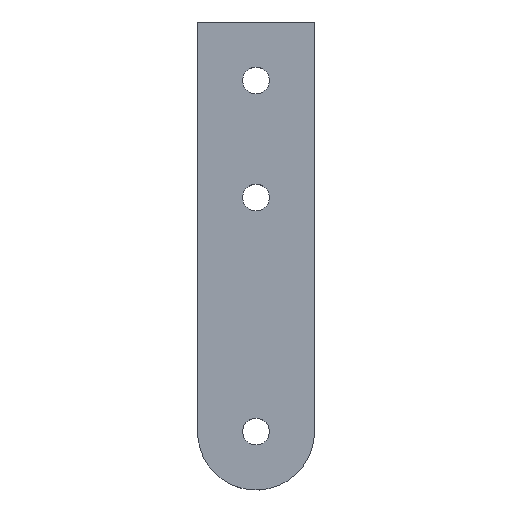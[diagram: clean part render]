
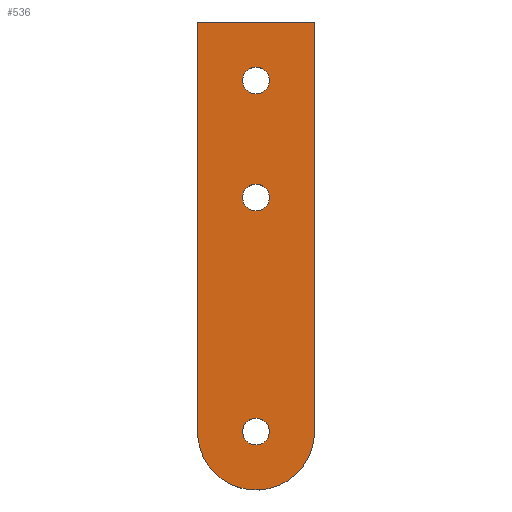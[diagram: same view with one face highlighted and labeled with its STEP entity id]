
A CAD part, top view. The second image highlights one B-rep face of the part: STEP entity #536.
In plain terms, the highlighted planar face has unit normal (0, 0, 1).
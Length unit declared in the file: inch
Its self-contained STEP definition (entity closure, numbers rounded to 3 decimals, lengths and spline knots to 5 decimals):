
#137=CARTESIAN_POINT('',(-0.53033,-0.53033,0.25));
#138=VERTEX_POINT('',#137);
#154=CARTESIAN_POINT('',(0.75,0.0,0.25));
#155=VERTEX_POINT('',#154);
#162=CARTESIAN_POINT('',(0.0,0.0,0.25));
#163=DIRECTION('',(0.0,0.0,-1.0));
#164=DIRECTION('',(-0.707,-0.707,0.0));
#165=AXIS2_PLACEMENT_3D('',#162,#163,#164);
#166=CIRCLE('',#165,0.75);
#167=EDGE_CURVE('',#155,#138,#166,.T.);
#177=CARTESIAN_POINT('',(-0.171,0.0,0.25));
#178=VERTEX_POINT('',#177);
#187=CARTESIAN_POINT('',(0.171,0.,0.25));
#188=VERTEX_POINT('',#187);
#189=CARTESIAN_POINT('',(0.0,0.0,0.25));
#190=DIRECTION('',(0.0,0.0,-1.0));
#191=DIRECTION('',(-1.0,0.0,0.0));
#192=AXIS2_PLACEMENT_3D('',#189,#190,#191);
#193=CIRCLE('',#192,0.171);
#194=EDGE_CURVE('',#188,#178,#193,.T.);
#219=CARTESIAN_POINT('',(-0.171,3.0,0.25));
#220=VERTEX_POINT('',#219);
#229=CARTESIAN_POINT('',(0.171,3.0,0.25));
#230=VERTEX_POINT('',#229);
#231=CARTESIAN_POINT('',(0.,3.0,0.25));
#232=DIRECTION('',(0.0,0.0,-1.0));
#233=DIRECTION('',(-1.0,0.0,0.0));
#234=AXIS2_PLACEMENT_3D('',#231,#232,#233);
#235=CIRCLE('',#234,0.171);
#236=EDGE_CURVE('',#230,#220,#235,.T.);
#261=CARTESIAN_POINT('',(-0.171,4.5,0.25));
#262=VERTEX_POINT('',#261);
#271=CARTESIAN_POINT('',(0.171,4.5,0.25));
#272=VERTEX_POINT('',#271);
#273=CARTESIAN_POINT('',(0.,4.5,0.25));
#274=DIRECTION('',(0.0,0.0,-1.0));
#275=DIRECTION('',(-1.0,0.0,0.0));
#276=AXIS2_PLACEMENT_3D('',#273,#274,#275);
#277=CIRCLE('',#276,0.171);
#278=EDGE_CURVE('',#272,#262,#277,.T.);
#312=CARTESIAN_POINT('',(0.,4.5,0.25));
#313=DIRECTION('',(0.0,0.0,-1.0));
#314=DIRECTION('',(-1.0,0.0,0.0));
#315=AXIS2_PLACEMENT_3D('',#312,#313,#314);
#316=CIRCLE('',#315,0.171);
#317=EDGE_CURVE('',#262,#272,#316,.T.);
#336=CARTESIAN_POINT('',(0.,3.0,0.25));
#337=DIRECTION('',(0.0,0.0,-1.0));
#338=DIRECTION('',(-1.0,0.0,0.0));
#339=AXIS2_PLACEMENT_3D('',#336,#337,#338);
#340=CIRCLE('',#339,0.171);
#341=EDGE_CURVE('',#220,#230,#340,.T.);
#360=CARTESIAN_POINT('',(0.0,0.0,0.25));
#361=DIRECTION('',(0.0,0.0,-1.0));
#362=DIRECTION('',(-1.0,0.0,0.0));
#363=AXIS2_PLACEMENT_3D('',#360,#361,#362);
#364=CIRCLE('',#363,0.171);
#365=EDGE_CURVE('',#178,#188,#364,.T.);
#375=CARTESIAN_POINT('',(0.75,5.25,0.25));
#376=VERTEX_POINT('',#375);
#377=CARTESIAN_POINT('',(0.75,5.25,0.25));
#378=DIRECTION('',(0.0,-1.0,0.0));
#379=VECTOR('',#378,5.25);
#380=LINE('',#377,#379);
#381=EDGE_CURVE('',#376,#155,#380,.T.);
#407=CARTESIAN_POINT('',(-0.75,0.0,0.25));
#408=VERTEX_POINT('',#407);
#409=CARTESIAN_POINT('',(0.0,0.0,0.25));
#410=DIRECTION('',(0.0,0.0,-1.0));
#411=DIRECTION('',(-0.707,-0.707,0.0));
#412=AXIS2_PLACEMENT_3D('',#409,#410,#411);
#413=CIRCLE('',#412,0.75);
#414=EDGE_CURVE('',#138,#408,#413,.T.);
#439=CARTESIAN_POINT('',(-0.75,5.25,0.25));
#440=VERTEX_POINT('',#439);
#441=CARTESIAN_POINT('',(-0.75,0.0,0.25));
#442=DIRECTION('',(0.0,1.0,0.0));
#443=VECTOR('',#442,5.25);
#444=LINE('',#441,#443);
#445=EDGE_CURVE('',#408,#440,#444,.T.);
#470=CARTESIAN_POINT('',(-0.75,5.25,0.25));
#471=DIRECTION('',(1.0,0.0,0.0));
#472=VECTOR('',#471,1.5);
#473=LINE('',#470,#472);
#474=EDGE_CURVE('',#440,#376,#473,.T.);
#512=CARTESIAN_POINT('',(0.75,5.25,0.25));
#513=DIRECTION('',(0.0,0.0,-1.0));
#514=DIRECTION('',(1.0,0.0,0.0));
#515=AXIS2_PLACEMENT_3D('',#512,#513,#514);
#516=PLANE('',#515);
#517=ORIENTED_EDGE('',*,*,#381,.F.);
#518=ORIENTED_EDGE('',*,*,#474,.F.);
#519=ORIENTED_EDGE('',*,*,#445,.F.);
#520=ORIENTED_EDGE('',*,*,#414,.F.);
#521=ORIENTED_EDGE('',*,*,#167,.F.);
#522=EDGE_LOOP('',(#517,#518,#519,#520,#521));
#523=FACE_OUTER_BOUND('',#522,.T.);
#524=ORIENTED_EDGE('',*,*,#317,.T.);
#525=ORIENTED_EDGE('',*,*,#278,.T.);
#526=EDGE_LOOP('',(#524,#525));
#527=FACE_BOUND('',#526,.T.);
#528=ORIENTED_EDGE('',*,*,#341,.T.);
#529=ORIENTED_EDGE('',*,*,#236,.T.);
#530=EDGE_LOOP('',(#528,#529));
#531=FACE_BOUND('',#530,.T.);
#532=ORIENTED_EDGE('',*,*,#365,.T.);
#533=ORIENTED_EDGE('',*,*,#194,.T.);
#534=EDGE_LOOP('',(#532,#533));
#535=FACE_BOUND('',#534,.T.);
#536=ADVANCED_FACE('',(#523,#527,#531,#535),#516,.F.);
